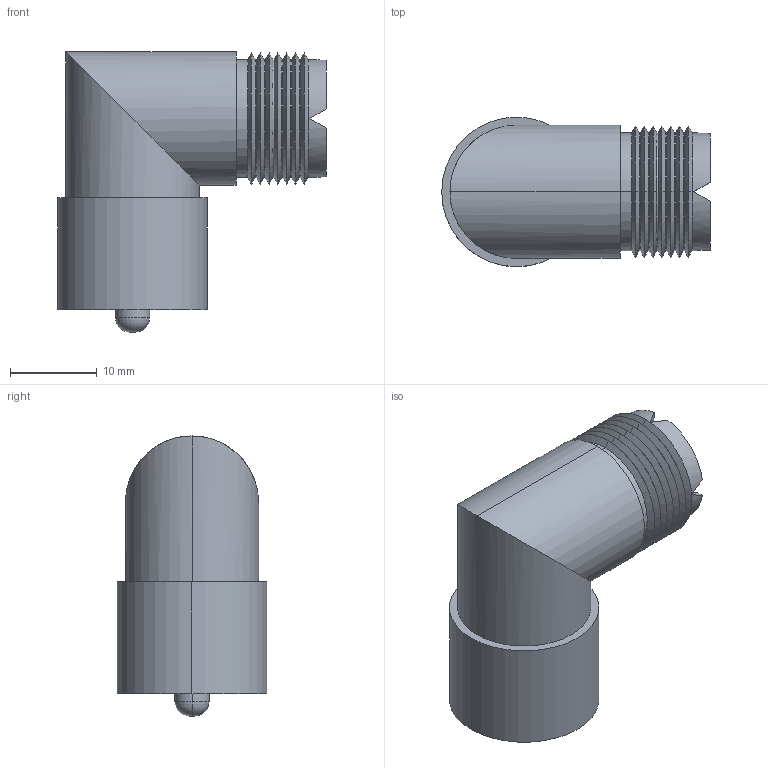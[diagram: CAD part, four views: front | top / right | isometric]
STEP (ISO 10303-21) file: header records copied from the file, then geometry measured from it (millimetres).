
FILE_DESCRIPTION (( 'STEP AP203' ), '1' );
FILE_NAME ('BA404Z.STEP', '2006-06-30T19:25:28', ( ' ' ), ( ' ' ), 'SwSTEP 2.0', 'SolidWorks 2005354', '' );
FILE_SCHEMA (( 'CONFIG_CONTROL_DESIGN' ));
Length unit declared in the file: inch
Products named in the file (1): BA404Z
Bounding box: 30.99 x 17.27 x 32.32 mm (x, y, z)
Volume: 6669.3 mm3; surface area: 4053.3 mm2
Topology: 1 solids, 1 shells, 130 faces, 268 edges, 148 vertices
Faces by surface type: cone 56, cylinder 50, plane 22, torus 2
Entity records: 3447 total; most frequent: DIRECTION 644, CARTESIAN_POINT 601, ORIENTED_EDGE 536, EDGE_CURVE 268, AXIS2_PLACEMENT_3D 263, VERTEX_POINT 148, EDGE_LOOP 138, CIRCLE 132
